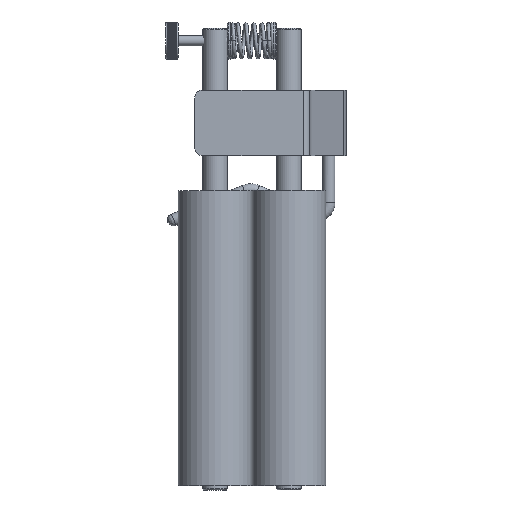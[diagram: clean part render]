
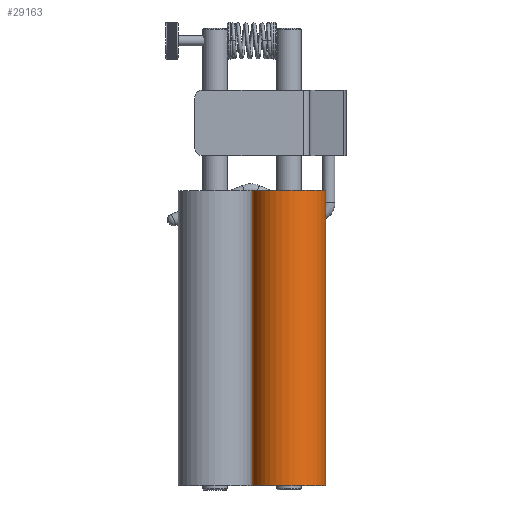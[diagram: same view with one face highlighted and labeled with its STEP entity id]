
A CAD part, left-side view. The second image highlights one B-rep face of the part: STEP entity #29163.
In plain terms, the highlighted cylindrical face has radius 28.575 mm (diameter 57.15 mm), a full revolution.
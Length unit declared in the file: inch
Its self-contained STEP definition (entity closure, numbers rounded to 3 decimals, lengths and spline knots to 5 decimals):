
#6145=FACE_BOUND('',#9724,.T.);
#6476=CYLINDRICAL_SURFACE('',#30903,1.125);
#8138=FACE_OUTER_BOUND('',#9723,.T.);
#9723=EDGE_LOOP('',(#20478));
#9724=EDGE_LOOP('',(#20479));
#11660=CIRCLE('',#30904,1.125);
#11661=CIRCLE('',#30905,1.125);
#12949=VERTEX_POINT('',#44029);
#12950=VERTEX_POINT('',#44031);
#16081=EDGE_CURVE('',#12949,#12949,#11660,.T.);
#16082=EDGE_CURVE('',#12950,#12950,#11661,.T.);
#20478=ORIENTED_EDGE('',*,*,#16081,.F.);
#20479=ORIENTED_EDGE('',*,*,#16082,.T.);
#29163=ADVANCED_FACE('',(#8138,#6145),#6476,.T.);
#30903=AXIS2_PLACEMENT_3D('',#44028,#33816,#33817);
#30904=AXIS2_PLACEMENT_3D('',#44030,#33818,#33819);
#30905=AXIS2_PLACEMENT_3D('',#44032,#33820,#33821);
#33816=DIRECTION('center_axis',(-1.,0.,0.));
#33817=DIRECTION('ref_axis',(0.,-1.,0.));
#33818=DIRECTION('center_axis',(-1.,0.,0.));
#33819=DIRECTION('ref_axis',(0.,-1.,0.));
#33820=DIRECTION('center_axis',(-1.,0.,0.));
#33821=DIRECTION('ref_axis',(0.,-1.,0.));
#44028=CARTESIAN_POINT('Origin',(0.,0.,0.));
#44029=CARTESIAN_POINT('',(-9.,1.125,0.));
#44030=CARTESIAN_POINT('Origin',(-9.,0.,0.));
#44031=CARTESIAN_POINT('',(0.,1.125,0.));
#44032=CARTESIAN_POINT('Origin',(0.,0.,0.));
